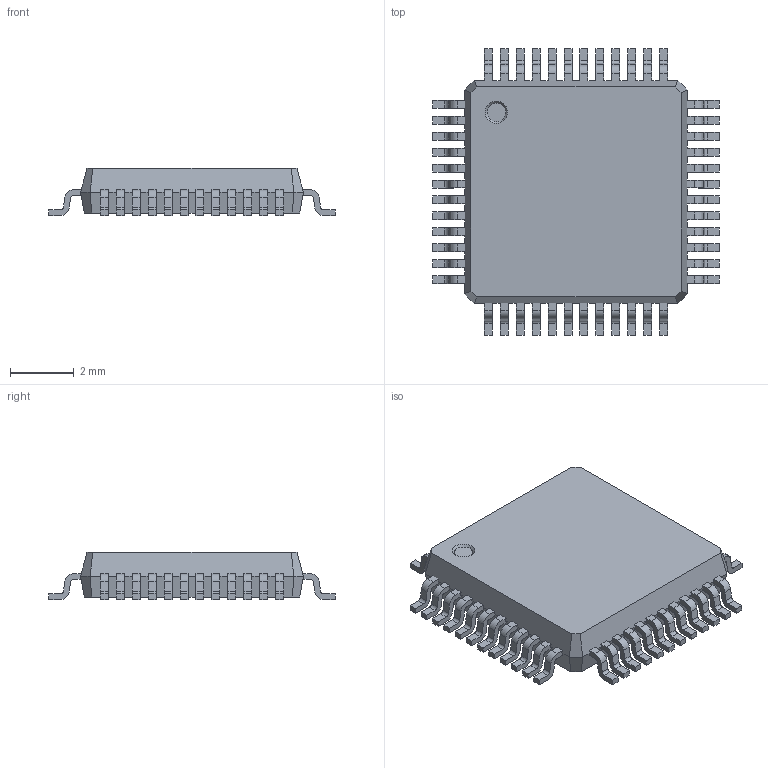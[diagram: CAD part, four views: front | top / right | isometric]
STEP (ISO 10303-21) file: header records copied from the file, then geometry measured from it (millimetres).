
FILE_DESCRIPTION (( 'STEP AP214' ), '1' );
FILE_NAME ('User Library-lqfp48-1.STEP', '2021-01-12T14:04:02', ( '' ), ( '' ), 'SwSTEP 2.0', 'SolidWorks 2020', '' );
FILE_SCHEMA (( 'AUTOMOTIVE_DESIGN' ));
Length unit declared in the file: millimetre
Products named in the file (1): User Library-lqfp48-1
Bounding box: 9 x 9 x 1.48 mm (x, y, z)
Volume: 68.4 mm3; surface area: 187.6 mm2
Topology: 3 solids, 3 shells, 647 faces, 1912 edges, 1272 vertices
Faces by surface type: plane 453, cylinder 192, cone 2
Entity records: 28679 total; most frequent: CARTESIAN_POINT 3832, ORIENTED_EDGE 3824, DIRECTION 3596, EDGE_CURVE 1912, VECTOR 1524, LINE 1524, VERTEX_POINT 1272, AXIS2_PLACEMENT_3D 1036
